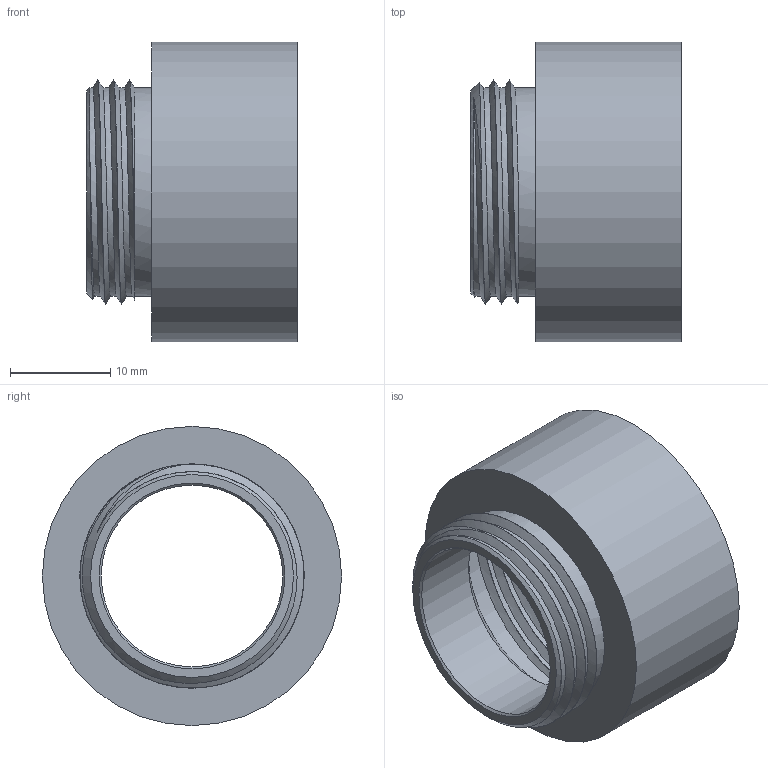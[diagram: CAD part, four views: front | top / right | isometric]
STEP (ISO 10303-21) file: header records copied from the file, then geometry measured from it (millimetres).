
FILE_DESCRIPTION(/* description */ ('Erweiterungen rund PG 16 / PG 21'),/* implementation_level */ '2;1');
FILE_NAME(/* name */ '62061621-RST.stp',/* time_stamp */ '2020-07-27T15:12:02+02:00',/* author */ ('sl'),/* organization */ (''),/* preprocessor_version */ 'ST-DEVELOPER v16.5',/* originating_system */ 'Autodesk Inventor 2017',/* authorisation */ '');
FILE_SCHEMA (('AUTOMOTIVE_DESIGN { 1 0 10303 214 3 1 1 }'));
Length unit declared in the file: millimetre
Products named in the file (1): 62061621
Bounding box: 21 x 29.86 x 29.86 mm (x, y, z)
Volume: 2542.4 mm3; surface area: 4708 mm2
Topology: 1 solids, 1 shells, 27 faces, 67 edges, 44 vertices
Faces by surface type: cylinder 13, plane 6, cone 4, bspline 4
Full cylindrical faces by diameter (mm): 18.14 x1, 20.85 x2, 26.76 x5, 29.86 x1
Entity records: 2151 total; most frequent: CARTESIAN_POINT 1739, DIRECTION 70, ORIENTED_EDGE 68, AXIS2_PLACEMENT_3D 35, EDGE_CURVE 34, EDGE_LOOP 32, VERTEX_POINT 26, FACE_OUTER_BOUND 20
